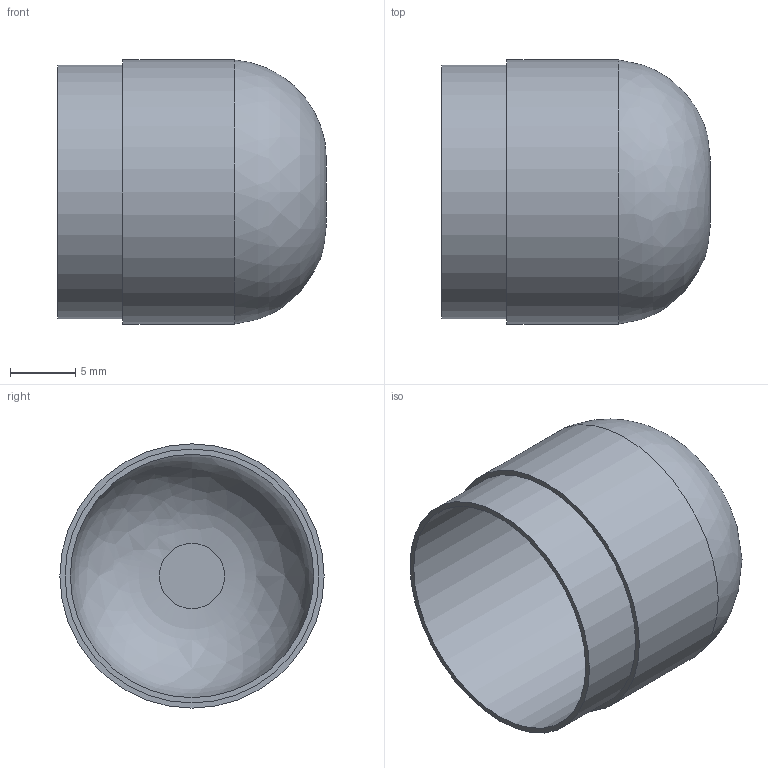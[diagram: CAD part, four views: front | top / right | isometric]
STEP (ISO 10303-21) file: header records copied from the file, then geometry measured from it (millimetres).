
FILE_DESCRIPTION(/* description */ (''),/* implementation_level */ '2;1');
FILE_NAME(/* name */ 'END CUP PLASTIC.step',/* time_stamp */ '2020-10-12T11:41:22+02:00',/* author */ (''),/* organization */ (''),/* preprocessor_version */ 'ST-DEVELOPER v18.1',/* originating_system */ 'Autodesk Translation Framework v9.3.0.1241',/* authorisation */ '');
FILE_SCHEMA (('AUTOMOTIVE_DESIGN { 1 0 10303 214 3 1 1 }'));
Length unit declared in the file: millimetre
Products named in the file (1): Pièce à main V15
Bounding box: 20.6 x 20.25 x 20.25 mm (x, y, z)
Volume: 931.2 mm3; surface area: 2677.9 mm2
Topology: 1 solids, 1 shells, 9 faces, 15 edges, 10 vertices
Faces by surface type: plane 4, cylinder 3, bspline 2
Full cylindrical faces by diameter (mm): 18.65 x1, 19.45 x1, 20.25 x1
Entity records: 371 total; most frequent: CARTESIAN_POINT 87, DIRECTION 43, ORIENTED_EDGE 30, AXIS2_PLACEMENT_3D 20, EDGE_CURVE 15, PRESENTATION_STYLE_ASSIGNMENT 13, SURFACE_STYLE_USAGE 13, SURFACE_SIDE_STYLE 13
